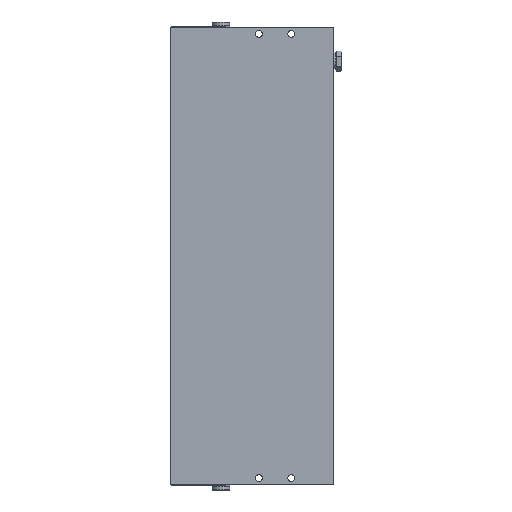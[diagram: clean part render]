
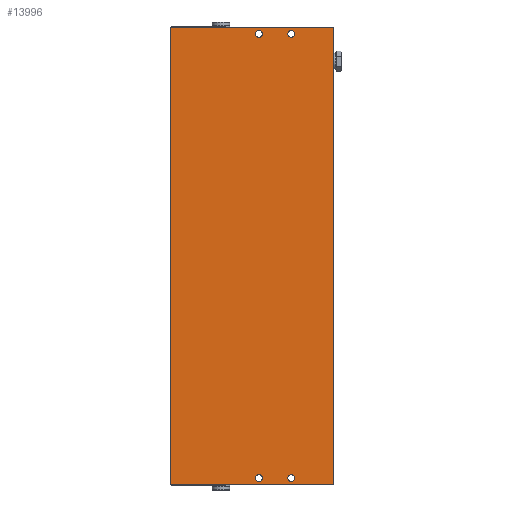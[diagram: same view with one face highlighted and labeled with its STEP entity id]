
A CAD part, front view. The second image highlights one B-rep face of the part: STEP entity #13996.
In plain terms, the highlighted planar face has unit normal (0, -1, 0).
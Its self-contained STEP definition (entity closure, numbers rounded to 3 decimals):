
#1113=CIRCLE('',#15469,2.75);
#1114=CIRCLE('',#15470,2.75);
#1115=CIRCLE('',#15471,2.75);
#1116=CIRCLE('',#15472,2.75);
#2274=ORIENTED_EDGE('',*,*,#5691,.T.);
#2275=ORIENTED_EDGE('',*,*,#5692,.T.);
#2276=ORIENTED_EDGE('',*,*,#5693,.T.);
#2277=ORIENTED_EDGE('',*,*,#5694,.T.);
#2278=ORIENTED_EDGE('',*,*,#5695,.T.);
#2279=ORIENTED_EDGE('',*,*,#5696,.F.);
#2280=ORIENTED_EDGE('',*,*,#5552,.F.);
#2281=ORIENTED_EDGE('',*,*,#5089,.T.);
#5089=EDGE_CURVE('',#6800,#6799,#8233,.T.);
#5552=EDGE_CURVE('',#6800,#7261,#8396,.T.);
#5691=EDGE_CURVE('',#7399,#7399,#1113,.T.);
#5692=EDGE_CURVE('',#7400,#7400,#1114,.T.);
#5693=EDGE_CURVE('',#7401,#7401,#1115,.T.);
#5694=EDGE_CURVE('',#7402,#7402,#1116,.T.);
#5695=EDGE_CURVE('',#6799,#7403,#8452,.T.);
#5696=EDGE_CURVE('',#7261,#7403,#8453,.T.);
#6799=VERTEX_POINT('',#21771);
#6800=VERTEX_POINT('',#21773);
#7261=VERTEX_POINT('',#22699);
#7399=VERTEX_POINT('',#22980);
#7400=VERTEX_POINT('',#22982);
#7401=VERTEX_POINT('',#22984);
#7402=VERTEX_POINT('',#22986);
#7403=VERTEX_POINT('',#22988);
#8233=LINE('',#21772,#8943);
#8396=LINE('',#22698,#9106);
#8452=LINE('',#22987,#9162);
#8453=LINE('',#22989,#9163);
#8943=VECTOR('',#17076,1000.);
#9106=VECTOR('',#17843,1000.);
#9162=VECTOR('',#18081,1000.);
#9163=VECTOR('',#18082,1000.);
#9985=EDGE_LOOP('',(#2274));
#9986=EDGE_LOOP('',(#2275));
#9987=EDGE_LOOP('',(#2276));
#9988=EDGE_LOOP('',(#2277));
#9989=EDGE_LOOP('',(#2278,#2279,#2280,#2281));
#11905=FACE_BOUND('',#9985,.T.);
#11906=FACE_BOUND('',#9986,.T.);
#11907=FACE_BOUND('',#9987,.T.);
#11908=FACE_BOUND('',#9988,.T.);
#11909=FACE_BOUND('',#9989,.T.);
#13536=PLANE('',#15468);
#13996=ADVANCED_FACE('',(#11905,#11906,#11907,#11908,#11909),#13536,.F.);
#15468=AXIS2_PLACEMENT_3D('',#22978,#18071,#18072);
#15469=AXIS2_PLACEMENT_3D('',#22979,#18073,#18074);
#15470=AXIS2_PLACEMENT_3D('',#22981,#18075,#18076);
#15471=AXIS2_PLACEMENT_3D('',#22983,#18077,#18078);
#15472=AXIS2_PLACEMENT_3D('',#22985,#18079,#18080);
#17076=DIRECTION('',(0.,0.,-1.));
#17843=DIRECTION('',(1.,0.,0.));
#18071=DIRECTION('',(0.,1.,0.));
#18072=DIRECTION('',(0.,0.,1.));
#18073=DIRECTION('',(0.,1.,0.));
#18074=DIRECTION('',(0.,0.,1.));
#18075=DIRECTION('',(0.,1.,0.));
#18076=DIRECTION('',(0.,0.,1.));
#18077=DIRECTION('',(0.,1.,0.));
#18078=DIRECTION('',(0.,0.,1.));
#18079=DIRECTION('',(0.,1.,0.));
#18080=DIRECTION('',(0.,0.,1.));
#18081=DIRECTION('',(1.,0.,0.));
#18082=DIRECTION('',(0.,0.,-1.));
#21771=CARTESIAN_POINT('',(0.,-42.5,0.));
#21772=CARTESIAN_POINT('',(0.,-42.5,367.5));
#21773=CARTESIAN_POINT('',(0.,-42.5,367.5));
#22698=CARTESIAN_POINT('',(0.,-42.5,367.5));
#22699=CARTESIAN_POINT('',(131.,-42.5,367.5));
#22978=CARTESIAN_POINT('',(0.,-42.5,367.5));
#22979=CARTESIAN_POINT('',(60.,-42.5,5.));
#22980=CARTESIAN_POINT('',(60.,-42.5,7.75));
#22981=CARTESIAN_POINT('',(34.,-42.5,362.5));
#22982=CARTESIAN_POINT('',(34.,-42.5,365.25));
#22983=CARTESIAN_POINT('',(60.,-42.5,362.5));
#22984=CARTESIAN_POINT('',(60.,-42.5,365.25));
#22985=CARTESIAN_POINT('',(34.,-42.5,5.));
#22986=CARTESIAN_POINT('',(34.,-42.5,7.75));
#22987=CARTESIAN_POINT('',(0.,-42.5,0.));
#22988=CARTESIAN_POINT('',(131.,-42.5,0.));
#22989=CARTESIAN_POINT('',(131.,-42.5,367.5));
